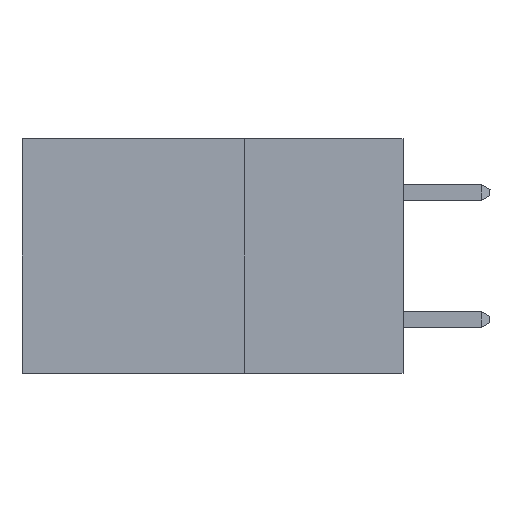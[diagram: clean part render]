
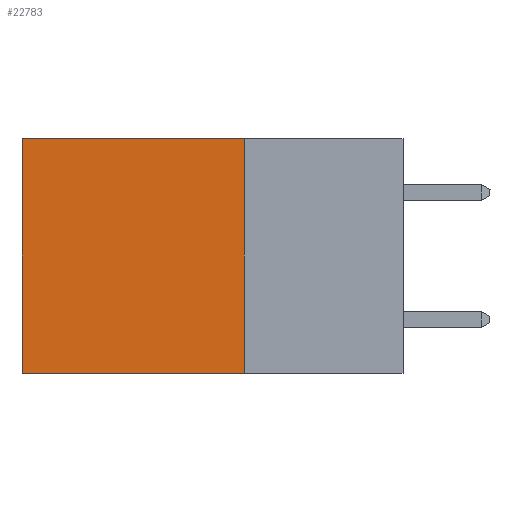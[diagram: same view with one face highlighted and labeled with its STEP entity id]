
A CAD part, left-side view. The second image highlights one B-rep face of the part: STEP entity #22783.
In plain terms, the highlighted planar face has unit normal (-1, 0, 0).
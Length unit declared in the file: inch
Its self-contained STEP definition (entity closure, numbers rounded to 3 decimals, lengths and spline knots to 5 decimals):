
#266 = CARTESIAN_POINT ( 'NONE',  ( 0.2875, 0.25, 0. ) ) ;
#845 = CARTESIAN_POINT ( 'NONE',  ( 0.2875, 0.25, -0.37 ) ) ;
#1089 = VECTOR ( 'NONE', #7855, 39.37008 ) ;
#1711 = LINE ( 'NONE', #14265, #9210 ) ;
#2213 = DIRECTION ( 'NONE',  ( 1., 0., 0. ) ) ;
#2982 = VERTEX_POINT ( 'NONE', #17337 ) ;
#4052 = VERTEX_POINT ( 'NONE', #23959 ) ;
#4627 = EDGE_CURVE ( 'NONE', #8678, #2982, #21777, .T. ) ;
#5631 = VECTOR ( 'NONE', #24131, 39.37008 ) ;
#6176 = ORIENTED_EDGE ( 'NONE', *, *, #15344, .T. ) ;
#6808 = PLANE ( 'NONE',  #10941 ) ;
#7855 = DIRECTION ( 'NONE',  ( 0., 0., -1. ) ) ;
#8462 = VECTOR ( 'NONE', #10619, 39.37008 ) ;
#8678 = VERTEX_POINT ( 'NONE', #15674 ) ;
#9210 = VECTOR ( 'NONE', #25005, 39.37008 ) ;
#9750 = ORIENTED_EDGE ( 'NONE', *, *, #23813, .T. ) ;
#9952 = LINE ( 'NONE', #18477, #1089 ) ;
#10084 = ORIENTED_EDGE ( 'NONE', *, *, #26310, .F. ) ;
#10348 = LINE ( 'NONE', #23583, #8462 ) ;
#10619 = DIRECTION ( 'NONE',  ( 0., 1., 0. ) ) ;
#10941 = AXIS2_PLACEMENT_3D ( 'NONE', #266, #2213, #12683 ) ;
#12683 = DIRECTION ( 'NONE',  ( 0., 0., -1. ) ) ;
#14265 = CARTESIAN_POINT ( 'NONE',  ( 0.2875, 0.6, 0. ) ) ;
#15344 = EDGE_CURVE ( 'NONE', #4052, #23209, #10348, .T. ) ;
#15674 = CARTESIAN_POINT ( 'NONE',  ( 0.2875, 0.25, -0.37 ) ) ;
#17337 = CARTESIAN_POINT ( 'NONE',  ( 0.2875, 0.6, -0.37 ) ) ;
#18438 = EDGE_LOOP ( 'NONE', ( #9750, #21823, #10084, #6176 ) ) ;
#18477 = CARTESIAN_POINT ( 'NONE',  ( 0.2875, 0.25, 0. ) ) ;
#21299 = CARTESIAN_POINT ( 'NONE',  ( 0.2875, 0.6, 0. ) ) ;
#21777 = LINE ( 'NONE', #845, #5631 ) ;
#21823 = ORIENTED_EDGE ( 'NONE', *, *, #4627, .F. ) ;
#22783 = ADVANCED_FACE ( 'NONE', ( #25519 ), #6808, .F. ) ;
#23209 = VERTEX_POINT ( 'NONE', #21299 ) ;
#23583 = CARTESIAN_POINT ( 'NONE',  ( 0.2875, 0.25, 0. ) ) ;
#23813 = EDGE_CURVE ( 'NONE', #23209, #2982, #1711, .T. ) ;
#23959 = CARTESIAN_POINT ( 'NONE',  ( 0.2875, 0.25, 0. ) ) ;
#24131 = DIRECTION ( 'NONE',  ( 0., 1., 0. ) ) ;
#25005 = DIRECTION ( 'NONE',  ( 0., 0., -1. ) ) ;
#25519 = FACE_OUTER_BOUND ( 'NONE', #18438, .T. ) ;
#26310 = EDGE_CURVE ( 'NONE', #4052, #8678, #9952, .T. ) ;
